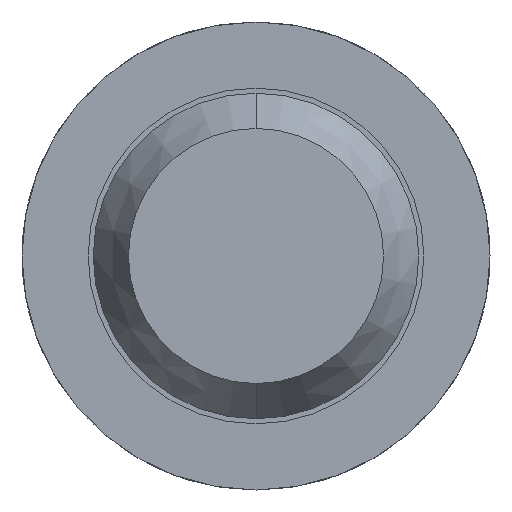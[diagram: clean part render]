
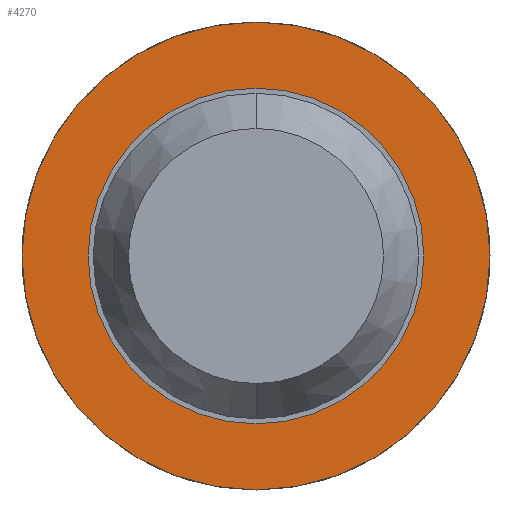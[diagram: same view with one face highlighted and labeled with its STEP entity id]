
A CAD part, front view. The second image highlights one B-rep face of the part: STEP entity #4270.
In plain terms, the highlighted planar face has unit normal (0, -1, 0).
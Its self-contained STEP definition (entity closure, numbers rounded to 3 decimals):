
#32 = DIRECTION ( 'NONE',  ( 0., 0., 1. ) ) ;
#276 = DIRECTION ( 'NONE',  ( 0., 1., 0. ) ) ;
#367 = CARTESIAN_POINT ( 'NONE',  ( 0., -1.7, 0. ) ) ;
#455 = EDGE_CURVE ( 'Defeature ausgef�hrt3_10+Defeature ausgef�hrt3_14+Defeature ausgef�hrt3_14+Defeature ausgef�hrt3_14', #2070, #4172, #936, .T. ) ;
#512 = CIRCLE ( 'NONE', #3519, 1.15 ) ;
#567 = ORIENTED_EDGE ( 'NONE', *, *, #455, .F. ) ;
#758 = AXIS2_PLACEMENT_3D ( 'NONE', #814, #1506, #3381 ) ;
#803 = CARTESIAN_POINT ( 'NONE',  ( 0., -1.7, -0.825 ) ) ;
#814 = CARTESIAN_POINT ( 'NONE',  ( 0.825, -1.7, 0. ) ) ;
#936 = CIRCLE ( 'NONE', #2243, 1.15 ) ;
#1102 = AXIS2_PLACEMENT_3D ( 'NONE', #4573, #4152, #1931 ) ;
#1122 = DIRECTION ( 'NONE',  ( 0., 1., 0. ) ) ;
#1124 = EDGE_CURVE ( 'Defeature ausgef�hrt3_14+Defeature ausgef�hrt3_13+Defeature ausgef�hrt3_13+Defeature ausgef�hrt3_13', #4505, #3560, #1312, .T. ) ;
#1182 = DIRECTION ( 'NONE',  ( 0., 0., 1. ) ) ;
#1312 = CIRCLE ( 'NONE', #1102, 0.825 ) ;
#1443 = ORIENTED_EDGE ( 'NONE', *, *, #2236, .T. ) ;
#1506 = DIRECTION ( 'NONE',  ( 0., 1., 0. ) ) ;
#1832 = DIRECTION ( 'NONE',  ( 0., 1., 0. ) ) ;
#1931 = DIRECTION ( 'NONE',  ( 0., 0., 1. ) ) ;
#2070 = VERTEX_POINT ( 'NONE', #2634 ) ;
#2084 = FACE_OUTER_BOUND ( 'NONE', #3390, .T. ) ;
#2194 = DIRECTION ( 'NONE',  ( 0., 0., 1. ) ) ;
#2236 = EDGE_CURVE ( 'Defeature ausgef�hrt3_14+Defeature ausgef�hrt3_13+Defeature ausgef�hrt3_13+Defeature ausgef�hrt3_13', #3560, #4505, #2794, .T. ) ;
#2243 = AXIS2_PLACEMENT_3D ( 'NONE', #367, #1832, #32 ) ;
#2634 = CARTESIAN_POINT ( 'NONE',  ( 0., -1.7, 1.15 ) ) ;
#2794 = CIRCLE ( 'NONE', #4790, 0.825 ) ;
#2832 = ORIENTED_EDGE ( 'NONE', *, *, #3445, .F. ) ;
#3140 = ORIENTED_EDGE ( 'NONE', *, *, #1124, .T. ) ;
#3301 = EDGE_LOOP ( 'NONE', ( #3140, #1443 ) ) ;
#3381 = DIRECTION ( 'NONE',  ( 0., 0., 1. ) ) ;
#3390 = EDGE_LOOP ( 'NONE', ( #567, #2832 ) ) ;
#3445 = EDGE_CURVE ( 'Defeature ausgef�hrt3_10+Defeature ausgef�hrt3_14+Defeature ausgef�hrt3_14+Defeature ausgef�hrt3_14', #4172, #2070, #512, .T. ) ;
#3519 = AXIS2_PLACEMENT_3D ( 'NONE', #4103, #1122, #1182 ) ;
#3560 = VERTEX_POINT ( 'NONE', #803 ) ;
#3650 = CARTESIAN_POINT ( 'NONE',  ( 0., -1.7, 0. ) ) ;
#3725 = PLANE ( 'NONE',  #758 ) ;
#3943 = CARTESIAN_POINT ( 'NONE',  ( 0., -1.7, 0.825 ) ) ;
#4103 = CARTESIAN_POINT ( 'NONE',  ( 0., -1.7, 0. ) ) ;
#4152 = DIRECTION ( 'NONE',  ( 0., 1., 0. ) ) ;
#4172 = VERTEX_POINT ( 'NONE', #4809 ) ;
#4270 = ADVANCED_FACE ( 'Defeature ausgef�hrt3_14', ( #2084, #4413 ), #3725, .F. ) ;
#4413 = FACE_BOUND ( 'NONE', #3301, .T. ) ;
#4505 = VERTEX_POINT ( 'NONE', #3943 ) ;
#4573 = CARTESIAN_POINT ( 'NONE',  ( 0., -1.7, 0. ) ) ;
#4790 = AXIS2_PLACEMENT_3D ( 'NONE', #3650, #276, #2194 ) ;
#4809 = CARTESIAN_POINT ( 'NONE',  ( 0., -1.7, -1.15 ) ) ;
